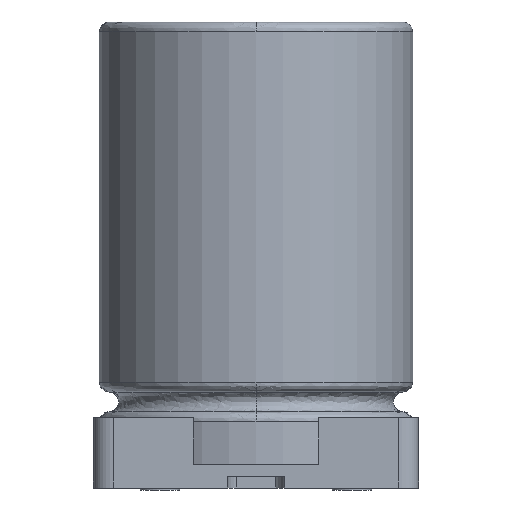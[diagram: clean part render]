
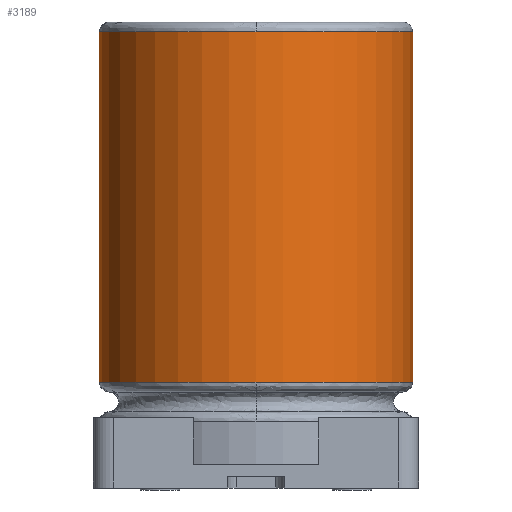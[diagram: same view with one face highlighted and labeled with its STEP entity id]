
A CAD part, left-side view. The second image highlights one B-rep face of the part: STEP entity #3189.
In plain terms, the highlighted cylindrical face has radius 4 mm (diameter 8 mm), a partial arc.
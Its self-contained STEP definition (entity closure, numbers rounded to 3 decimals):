
#120 = AXIS2_PLACEMENT_3D ( 'NONE', #1224, #2990, #913 ) ;
#273 = DIRECTION ( 'NONE',  ( 0., 1., 0. ) ) ;
#322 = CIRCLE ( 'NONE', #1252, 4. ) ;
#599 = VERTEX_POINT ( 'NONE', #2677 ) ;
#641 = VECTOR ( 'NONE', #2757, 1000. ) ;
#668 = CARTESIAN_POINT ( 'NONE',  ( 0., -4., 7.175 ) ) ;
#674 = DIRECTION ( 'NONE',  ( 0., 1., 0. ) ) ;
#743 = CARTESIAN_POINT ( 'NONE',  ( 0., 4., 2.7 ) ) ;
#836 = CYLINDRICAL_SURFACE ( 'NONE', #2112, 4. ) ;
#846 = EDGE_CURVE ( 'NONE', #3780, #3693, #2384, .T. ) ;
#913 = DIRECTION ( 'NONE',  ( 0., 1., 0. ) ) ;
#963 = DIRECTION ( 'NONE',  ( 0., 1., 0. ) ) ;
#976 = CARTESIAN_POINT ( 'NONE',  ( 0., 0., 2.7 ) ) ;
#1094 = DIRECTION ( 'NONE',  ( 0., 1., 0. ) ) ;
#1105 = CARTESIAN_POINT ( 'NONE',  ( 0., 0., 7.175 ) ) ;
#1211 = ORIENTED_EDGE ( 'NONE', *, *, #2325, .T. ) ;
#1224 = CARTESIAN_POINT ( 'NONE',  ( 0., 0., 11.65 ) ) ;
#1252 = AXIS2_PLACEMENT_3D ( 'NONE', #1834, #3035, #963 ) ;
#1258 = AXIS2_PLACEMENT_3D ( 'NONE', #976, #2761, #674 ) ;
#1392 = VERTEX_POINT ( 'NONE', #3201 ) ;
#1416 = CARTESIAN_POINT ( 'NONE',  ( 0., 0., 11.65 ) ) ;
#1443 = EDGE_LOOP ( 'NONE', ( #2670, #3712, #1211, #3637, #2658, #2486 ) ) ;
#1731 = VERTEX_POINT ( 'NONE', #2207 ) ;
#1834 = CARTESIAN_POINT ( 'NONE',  ( 0., 0., 2.7 ) ) ;
#1905 = FACE_OUTER_BOUND ( 'NONE', #1443, .T. ) ;
#2001 = CIRCLE ( 'NONE', #1258, 4. ) ;
#2112 = AXIS2_PLACEMENT_3D ( 'NONE', #1105, #3861, #273 ) ;
#2207 = CARTESIAN_POINT ( 'NONE',  ( 0., -4., 2.7 ) ) ;
#2240 = LINE ( 'NONE', #668, #641 ) ;
#2324 = CIRCLE ( 'NONE', #2507, 4. ) ;
#2325 = EDGE_CURVE ( 'NONE', #1392, #3780, #3604, .T. ) ;
#2384 = LINE ( 'NONE', #3549, #2472 ) ;
#2472 = VECTOR ( 'NONE', #3484, 1000. ) ;
#2486 = ORIENTED_EDGE ( 'NONE', *, *, #3497, .T. ) ;
#2507 = AXIS2_PLACEMENT_3D ( 'NONE', #1416, #3165, #1094 ) ;
#2658 = ORIENTED_EDGE ( 'NONE', *, *, #2666, .T. ) ;
#2666 = EDGE_CURVE ( 'NONE', #3693, #599, #322, .T. ) ;
#2670 = ORIENTED_EDGE ( 'NONE', *, *, #3369, .F. ) ;
#2677 = CARTESIAN_POINT ( 'NONE',  ( -4., 0., 2.7 ) ) ;
#2680 = CARTESIAN_POINT ( 'NONE',  ( 0., -4., 11.65 ) ) ;
#2757 = DIRECTION ( 'NONE',  ( 0., 0., -1. ) ) ;
#2761 = DIRECTION ( 'NONE',  ( 0., 0., 1. ) ) ;
#2807 = CARTESIAN_POINT ( 'NONE',  ( 0., 4., 11.65 ) ) ;
#2990 = DIRECTION ( 'NONE',  ( 0., 0., -1. ) ) ;
#3035 = DIRECTION ( 'NONE',  ( 0., 0., 1. ) ) ;
#3165 = DIRECTION ( 'NONE',  ( 0., 0., -1. ) ) ;
#3189 = ADVANCED_FACE ( 'NONE', ( #1905 ), #836, .T. ) ;
#3201 = CARTESIAN_POINT ( 'NONE',  ( -4., 0., 11.65 ) ) ;
#3268 = VERTEX_POINT ( 'NONE', #2680 ) ;
#3369 = EDGE_CURVE ( 'NONE', #3268, #1731, #2240, .T. ) ;
#3484 = DIRECTION ( 'NONE',  ( 0., 0., -1. ) ) ;
#3497 = EDGE_CURVE ( 'NONE', #599, #1731, #2001, .T. ) ;
#3549 = CARTESIAN_POINT ( 'NONE',  ( 0., 4., 7.175 ) ) ;
#3604 = CIRCLE ( 'NONE', #120, 4. ) ;
#3637 = ORIENTED_EDGE ( 'NONE', *, *, #846, .T. ) ;
#3693 = VERTEX_POINT ( 'NONE', #743 ) ;
#3712 = ORIENTED_EDGE ( 'NONE', *, *, #3810, .T. ) ;
#3780 = VERTEX_POINT ( 'NONE', #2807 ) ;
#3810 = EDGE_CURVE ( 'NONE', #3268, #1392, #2324, .T. ) ;
#3861 = DIRECTION ( 'NONE',  ( 0., 0., -1. ) ) ;
